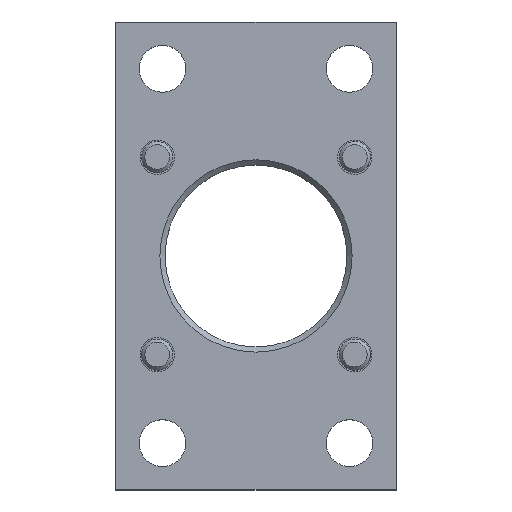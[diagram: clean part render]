
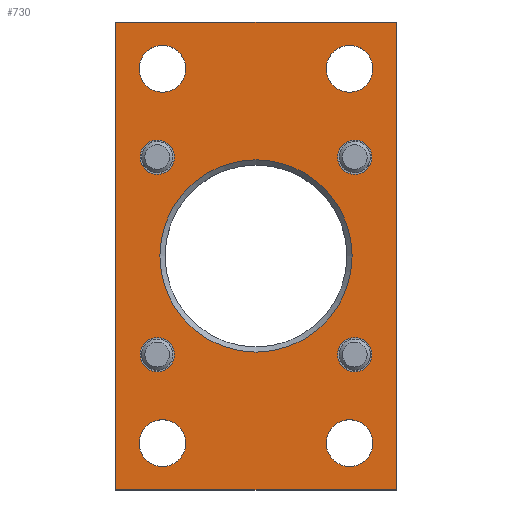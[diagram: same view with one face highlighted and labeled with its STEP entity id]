
A CAD part, top view. The second image highlights one B-rep face of the part: STEP entity #730.
In plain terms, the highlighted planar face has unit normal (0, 0, 1).
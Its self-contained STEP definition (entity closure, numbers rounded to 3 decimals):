
#61=CIRCLE('',#806,4.5);
#63=CIRCLE('',#809,4.5);
#65=CIRCLE('',#812,4.5);
#67=CIRCLE('',#815,4.5);
#69=CIRCLE('',#819,3.3);
#70=CIRCLE('',#820,3.3);
#71=CIRCLE('',#821,3.3);
#72=CIRCLE('',#822,3.3);
#73=CIRCLE('',#823,18.5);
#149=ORIENTED_EDGE('',*,*,#313,.T.);
#150=ORIENTED_EDGE('',*,*,#314,.T.);
#151=ORIENTED_EDGE('',*,*,#315,.T.);
#152=ORIENTED_EDGE('',*,*,#316,.T.);
#153=ORIENTED_EDGE('',*,*,#317,.T.);
#154=ORIENTED_EDGE('',*,*,#309,.F.);
#155=ORIENTED_EDGE('',*,*,#307,.F.);
#156=ORIENTED_EDGE('',*,*,#305,.F.);
#157=ORIENTED_EDGE('',*,*,#303,.F.);
#158=ORIENTED_EDGE('',*,*,#295,.T.);
#159=ORIENTED_EDGE('',*,*,#299,.T.);
#160=ORIENTED_EDGE('',*,*,#302,.T.);
#161=ORIENTED_EDGE('',*,*,#312,.T.);
#295=EDGE_CURVE('',#380,#379,#442,.T.);
#299=EDGE_CURVE('',#379,#382,#446,.T.);
#302=EDGE_CURVE('',#382,#384,#449,.T.);
#303=EDGE_CURVE('',#385,#385,#61,.T.);
#305=EDGE_CURVE('',#387,#387,#63,.T.);
#307=EDGE_CURVE('',#389,#389,#65,.T.);
#309=EDGE_CURVE('',#391,#391,#67,.T.);
#312=EDGE_CURVE('',#384,#380,#451,.T.);
#313=EDGE_CURVE('',#393,#393,#69,.T.);
#314=EDGE_CURVE('',#394,#394,#70,.T.);
#315=EDGE_CURVE('',#395,#395,#71,.T.);
#316=EDGE_CURVE('',#396,#396,#72,.T.);
#317=EDGE_CURVE('',#397,#397,#73,.T.);
#379=VERTEX_POINT('',#1158);
#380=VERTEX_POINT('',#1160);
#382=VERTEX_POINT('',#1166);
#384=VERTEX_POINT('',#1172);
#385=VERTEX_POINT('',#1176);
#387=VERTEX_POINT('',#1181);
#389=VERTEX_POINT('',#1186);
#391=VERTEX_POINT('',#1191);
#393=VERTEX_POINT('',#1199);
#394=VERTEX_POINT('',#1201);
#395=VERTEX_POINT('',#1203);
#396=VERTEX_POINT('',#1205);
#397=VERTEX_POINT('',#1207);
#442=LINE('',#1159,#472);
#446=LINE('',#1167,#476);
#449=LINE('',#1173,#479);
#451=LINE('',#1196,#481);
#472=VECTOR('',#914,1000.);
#476=VECTOR('',#920,1000.);
#479=VECTOR('',#925,1000.);
#481=VECTOR('',#953,1000.);
#512=EDGE_LOOP('',(#149));
#513=EDGE_LOOP('',(#150));
#514=EDGE_LOOP('',(#151));
#515=EDGE_LOOP('',(#152));
#516=EDGE_LOOP('',(#153));
#517=EDGE_LOOP('',(#154));
#518=EDGE_LOOP('',(#155));
#519=EDGE_LOOP('',(#156));
#520=EDGE_LOOP('',(#157));
#521=EDGE_LOOP('',(#158,#159,#160,#161));
#610=FACE_BOUND('',#512,.T.);
#611=FACE_BOUND('',#513,.T.);
#612=FACE_BOUND('',#514,.T.);
#613=FACE_BOUND('',#515,.T.);
#614=FACE_BOUND('',#516,.T.);
#615=FACE_BOUND('',#517,.T.);
#616=FACE_BOUND('',#518,.T.);
#617=FACE_BOUND('',#519,.T.);
#618=FACE_BOUND('',#520,.T.);
#619=FACE_BOUND('',#521,.T.);
#701=PLANE('',#818);
#730=ADVANCED_FACE('',(#610,#611,#612,#613,#614,#615,#616,#617,#618,#619),
#701,.T.);
#806=AXIS2_PLACEMENT_3D('',#1175,#928,#929);
#809=AXIS2_PLACEMENT_3D('',#1180,#934,#935);
#812=AXIS2_PLACEMENT_3D('',#1185,#940,#941);
#815=AXIS2_PLACEMENT_3D('',#1190,#946,#947);
#818=AXIS2_PLACEMENT_3D('',#1197,#954,#955);
#819=AXIS2_PLACEMENT_3D('',#1198,#956,#957);
#820=AXIS2_PLACEMENT_3D('',#1200,#958,#959);
#821=AXIS2_PLACEMENT_3D('',#1202,#960,#961);
#822=AXIS2_PLACEMENT_3D('',#1204,#962,#963);
#823=AXIS2_PLACEMENT_3D('',#1206,#964,#965);
#914=DIRECTION('',(-1.,0.,0.));
#920=DIRECTION('',(0.,-1.,0.));
#925=DIRECTION('',(1.,0.,0.));
#928=DIRECTION('',(0.,0.,1.));
#929=DIRECTION('',(1.,0.,0.));
#934=DIRECTION('',(0.,0.,1.));
#935=DIRECTION('',(1.,0.,0.));
#940=DIRECTION('',(0.,0.,1.));
#941=DIRECTION('',(1.,0.,0.));
#946=DIRECTION('',(0.,0.,1.));
#947=DIRECTION('',(1.,0.,0.));
#953=DIRECTION('',(0.,1.,0.));
#954=DIRECTION('',(0.,0.,1.));
#955=DIRECTION('',(1.,0.,0.));
#956=DIRECTION('',(0.,0.,-1.));
#957=DIRECTION('',(-1.,0.,0.));
#958=DIRECTION('',(0.,0.,-1.));
#959=DIRECTION('',(-1.,0.,0.));
#960=DIRECTION('',(0.,0.,-1.));
#961=DIRECTION('',(-1.,0.,0.));
#962=DIRECTION('',(0.,0.,-1.));
#963=DIRECTION('',(-1.,0.,0.));
#964=DIRECTION('',(0.,0.,-1.));
#965=DIRECTION('',(-1.,0.,0.));
#1158=CARTESIAN_POINT('',(-27.,45.,10.));
#1159=CARTESIAN_POINT('',(27.,45.,10.));
#1160=CARTESIAN_POINT('',(27.,45.,10.));
#1166=CARTESIAN_POINT('',(-27.,-45.,10.));
#1167=CARTESIAN_POINT('',(-27.,45.,10.));
#1172=CARTESIAN_POINT('',(27.,-45.,10.));
#1173=CARTESIAN_POINT('',(-27.,-45.,10.));
#1175=CARTESIAN_POINT('',(18.,36.,10.));
#1176=CARTESIAN_POINT('',(22.5,36.,10.));
#1180=CARTESIAN_POINT('',(18.,-36.,10.));
#1181=CARTESIAN_POINT('',(22.5,-36.,10.));
#1185=CARTESIAN_POINT('',(-18.,36.,10.));
#1186=CARTESIAN_POINT('',(-13.5,36.,10.));
#1190=CARTESIAN_POINT('',(-18.,-36.,10.));
#1191=CARTESIAN_POINT('',(-13.5,-36.,10.));
#1196=CARTESIAN_POINT('',(27.,-45.,10.));
#1197=CARTESIAN_POINT('',(0.,0.,10.));
#1198=CARTESIAN_POINT('',(-19.,19.,10.));
#1199=CARTESIAN_POINT('',(-22.3,19.,10.));
#1200=CARTESIAN_POINT('',(19.,-19.,10.));
#1201=CARTESIAN_POINT('',(15.7,-19.,10.));
#1202=CARTESIAN_POINT('',(-19.,-19.,10.));
#1203=CARTESIAN_POINT('',(-22.3,-19.,10.));
#1204=CARTESIAN_POINT('',(19.,19.,10.));
#1205=CARTESIAN_POINT('',(15.7,19.,10.));
#1206=CARTESIAN_POINT('',(0.,0.,10.));
#1207=CARTESIAN_POINT('',(-18.5,0.,10.));
